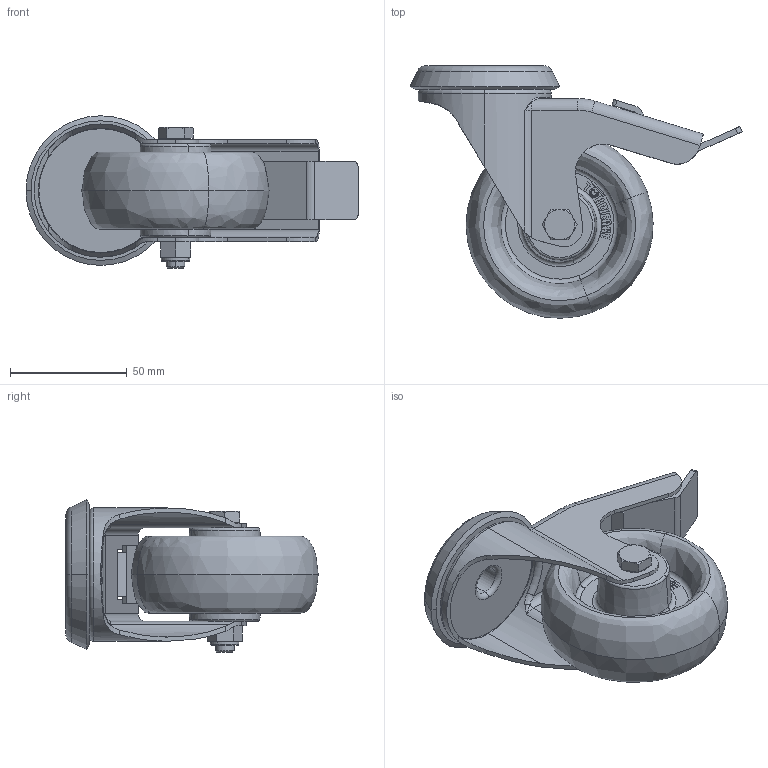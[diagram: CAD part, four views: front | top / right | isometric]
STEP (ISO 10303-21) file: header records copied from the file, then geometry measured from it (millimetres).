
FILE_DESCRIPTION (( 'STEP AP214' ), '1' );
FILE_NAME ('0023400.step', '2022-09-30T08:34:35', ( '' ), ( '' ), 'SwSTEP 2.0', 'SolidWorks 2020', '' );
FILE_SCHEMA (( 'AUTOMOTIVE_DESIGN' ));
Length unit declared in the file: millimetre
Products named in the file (1): 0023400
Bounding box: 142 x 108 x 65.2 mm (x, y, z)
Volume: 166024.7 mm3; surface area: 57178.9 mm2
Topology: 4 solids, 4 shells, 348 faces, 884 edges, 559 vertices
Faces by surface type: plane 174, bspline 57, cylinder 55, torus 44, cone 18
Entity records: 16570 total; most frequent: CARTESIAN_POINT 4591, ORIENTED_EDGE 1760, DIRECTION 1555, EDGE_CURVE 880, VERTEX_POINT 559, AXIS2_PLACEMENT_3D 527, LINE 501, VECTOR 501
